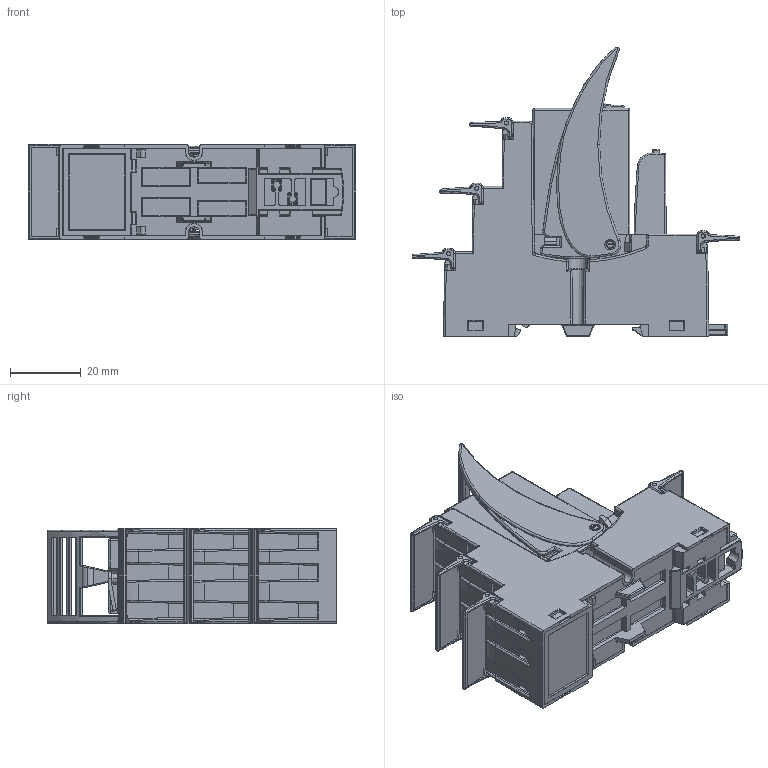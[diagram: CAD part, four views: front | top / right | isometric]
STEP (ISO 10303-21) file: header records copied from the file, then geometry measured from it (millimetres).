
FILE_DESCRIPTION (( 'STEP AP214' ), '1' );
FILE_NAME ('GZM3.STEP', '2014-09-09T09:07:27', ( '' ), ( '' ), 'SwSTEP 2.0', 'SolidWorks 2012', '' );
FILE_SCHEMA (( 'AUTOMOTIVE_DESIGN' ));
Length unit declared in the file: millimetre
Products named in the file (8): R3; Obudowa z otworem modu³u; GZT4-0015 - Wkrêt krzy¿owy M3x8; GZT4-0035 - P³ytka opisowa zacisków; GZM-2000.1 Zaczep na szynê DIN; GZT4-0040 - Obejma wyrzutnikowa; Podstawa GZM3; GZM3
Assembly tree (21 placements, depth 2):
  GZM3
    Podstawa GZM3
    GZT4-0040 - Obejma wyrzutnikowa
    GZM-2000.1 Zaczep na szynê DIN
    GZT4-0035 - P³ytka opisowa zacisków  x4
    GZT4-0015 - Wkrêt krzy¿owy M3x8  x12
    Obudowa z otworem modu³u
    R3
Bounding box: 92.88 x 81.87 x 27 mm (x, y, z)
Volume: 86118.8 mm3; surface area: 35462.2 mm2
Topology: 22 solids, 35 shells, 3734 faces, 9255 edges, 5512 vertices
Faces by surface type: plane 1400, cylinder 1118, bspline 479, torus 465, sphere 176, cone 96
Entity records: 75460 total; most frequent: CARTESIAN_POINT 21339, ORIENTED_EDGE 11786, DIRECTION 10550, EDGE_CURVE 5893, VERTEX_POINT 3668, AXIS2_PLACEMENT_3D 3584, LINE 3382, VECTOR 3382
